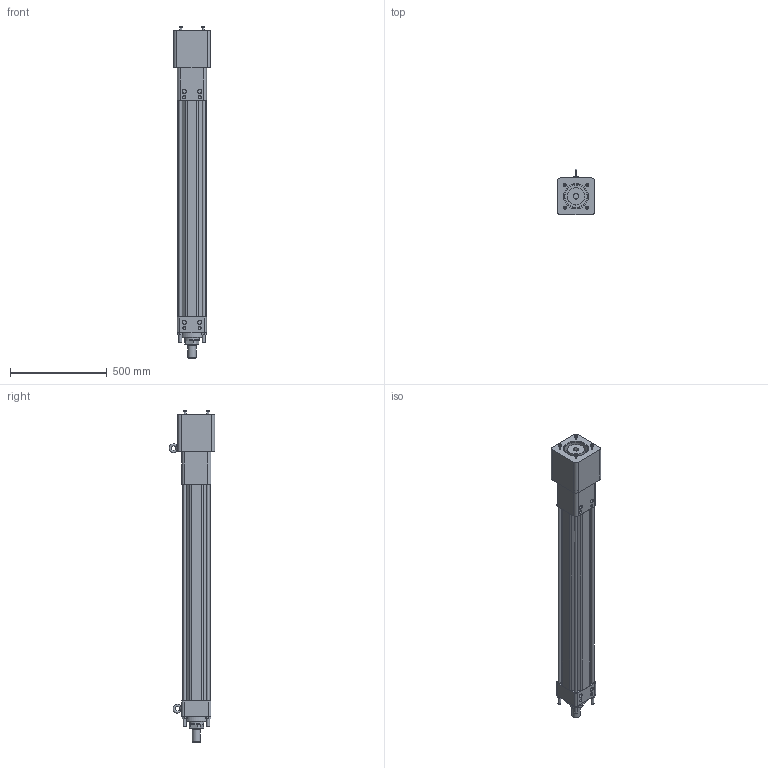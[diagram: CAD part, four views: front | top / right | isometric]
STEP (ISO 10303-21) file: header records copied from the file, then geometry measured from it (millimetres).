
FILE_DESCRIPTION (( 'STEP AP203' ), '1' );
FILE_NAME ('RS-489393-1.step', '2025-05-29T10:09:54', ( '' ), ( '' ), 'SwSTEP 2.0', 'SolidWorks 2024', '' );
FILE_SCHEMA (( 'CONFIG_CONTROL_DESIGN' ));
Length unit declared in the file: inch
Products named in the file (3): tempJoin3_21719005_RS-489393-1; Base_RS-489393-1; RS-489393-1
Assembly tree (2 placements, depth 2):
  RS-489393-1
    tempJoin3_21719005_RS-489393-1
    Base_RS-489393-1
Bounding box: 190.5 x 235.98 x 1714.79 mm (x, y, z)
Volume: 23218719.7 mm3; surface area: 2302490.5 mm2
Topology: 2 solids, 20 shells, 659 faces, 1465 edges, 934 vertices
Faces by surface type: plane 374, cylinder 177, cone 84, bspline 12, torus 11, sphere 1
Full cylindrical faces by diameter (mm): 3.175 x3, 4.762 x1, 6.528 x4, 7.9 x1, 8 x1, 8.02 x2, 8.499 x4, 8.5 x6, 10 x4, 10.025 x4, 10.16 x6, 12 x4, 13.835 x2, 14 x4, 15.875 x9, 16 x4, 16.5 x6, 20.013 x4, 21 x4, 22.2 x4, 25 x2, 25.4 x2, 31.75 x1, 36.513 x2, 36.992 x1, 39.7 x1, 42 x1, 50.165 x1, 50.8 x1, 63.5 x1
Entity records: 18806 total; most frequent: CARTESIAN_POINT 4884, DIRECTION 2927, ORIENTED_EDGE 2410, EDGE_CURVE 1205, AXIS2_PLACEMENT_3D 1140, EDGE_LOOP 944, VERTEX_POINT 857, FACE_OUTER_BOUND 772
